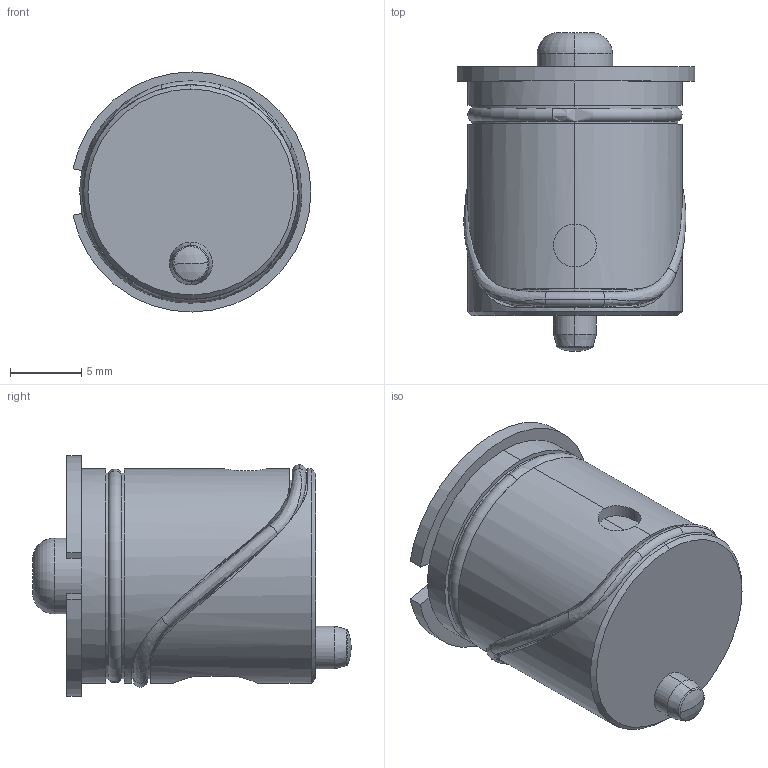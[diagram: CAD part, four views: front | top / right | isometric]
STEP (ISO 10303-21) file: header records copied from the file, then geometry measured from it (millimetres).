
FILE_DESCRIPTION (( 'STEP AP203' ), '1' );
FILE_NAME ('704 210 Verriegelungskontrollventil 046-501.STEP', '2014-02-17T06:27:43', ( '' ), ( '' ), 'SwSTEP 2.0', 'SolidWorks 2013', '' );
FILE_SCHEMA (( 'CONFIG_CONTROL_DESIGN' ));
Length unit declared in the file: millimetre
Products named in the file (1): 704 210 Verriegelungskontrollventil 046-501
Bounding box: 16.64 x 22.3 x 16.8 mm (x, y, z)
Volume: 2979.7 mm3; surface area: 1667.5 mm2
Topology: 1 solids, 1 shells, 104 faces, 274 edges, 172 vertices
Faces by surface type: cylinder 47, bspline 25, plane 15, torus 11, cone 4, sphere 2
Entity records: 5358 total; most frequent: CARTESIAN_POINT 2865, ORIENTED_EDGE 548, DIRECTION 464, EDGE_CURVE 274, AXIS2_PLACEMENT_3D 203, VERTEX_POINT 172, CIRCLE 123, EDGE_LOOP 114
